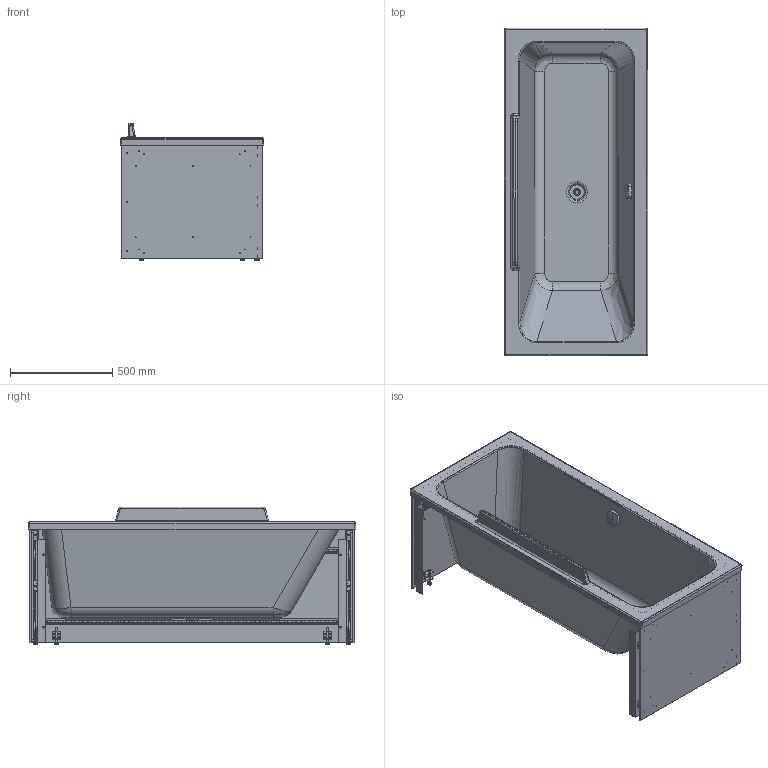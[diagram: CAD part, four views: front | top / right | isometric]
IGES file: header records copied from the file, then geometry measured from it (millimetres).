
Global section: file name: No Iges File Name specified; native system: Autodesk Inventor 2011; preprocessor: AutoDesk Inventor Iges Exporter R2011; author: Administrator; date: 20130527.153919; units: millimetre
Bounding box: 700.95 x 1600.41 x 673.58 mm (x, y, z)
Volume: 33374160.9 mm3; surface area: 10609716.3 mm2
Topology: 81 solids, 81 shells, 4920 faces, 11614 edges, 6844 vertices
Faces by surface type: plane 1476, revolution 1337, cylinder 924, sphere 342, torus 290, bspline 283, cone 268
